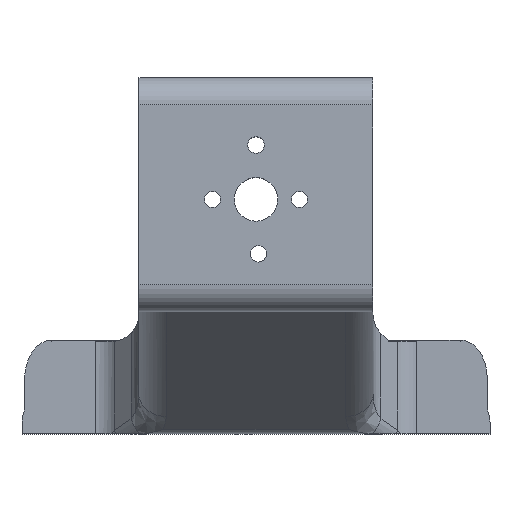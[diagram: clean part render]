
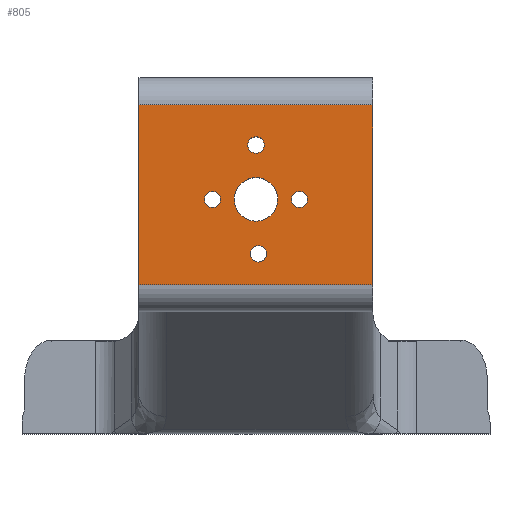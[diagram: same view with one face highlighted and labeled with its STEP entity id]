
A CAD part, top view. The second image highlights one B-rep face of the part: STEP entity #805.
In plain terms, the highlighted planar face has unit normal (0, 0, 1).
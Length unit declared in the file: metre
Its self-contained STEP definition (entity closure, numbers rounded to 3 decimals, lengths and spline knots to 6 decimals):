
#9 = CARTESIAN_POINT ( 'NONE',  ( 0.004, 0., 0. ) ) ;
#82 = ORIENTED_EDGE ( 'NONE', *, *, #2833, .F. ) ;
#96 = DIRECTION ( 'NONE',  ( 1., 0., 0. ) ) ;
#118 = AXIS2_PLACEMENT_3D ( 'NONE', #1174, #1430, #2754 ) ;
#177 = DIRECTION ( 'NONE',  ( 1., 0., 0. ) ) ;
#201 = EDGE_CURVE ( 'NONE', #1222, #2589, #1487, .T. ) ;
#202 = DIRECTION ( 'NONE',  ( 1., 0., 0. ) ) ;
#249 = CIRCLE ( 'NONE', #414, 0.0015 ) ;
#284 = CARTESIAN_POINT ( 'NONE',  ( 0., 0., 0. ) ) ;
#290 = VERTEX_POINT ( 'NONE', #2179 ) ;
#313 = DIRECTION ( 'NONE',  ( 0., 0., 1. ) ) ;
#321 = ORIENTED_EDGE ( 'NONE', *, *, #588, .T. ) ;
#356 = DIRECTION ( 'NONE',  ( 1., 0., 0. ) ) ;
#414 = AXIS2_PLACEMENT_3D ( 'NONE', #1755, #439, #202 ) ;
#415 = EDGE_CURVE ( 'NONE', #3113, #1090, #2368, .T. ) ;
#421 = DIRECTION ( 'NONE',  ( 0., 1., 0. ) ) ;
#432 = DIRECTION ( 'NONE',  ( 0., 0., 1. ) ) ;
#438 = CARTESIAN_POINT ( 'NONE',  ( 0.0215, 0.022367, 0. ) ) ;
#439 = DIRECTION ( 'NONE',  ( 0., 0., 1. ) ) ;
#440 = ORIENTED_EDGE ( 'NONE', *, *, #1040, .F. ) ;
#467 = DIRECTION ( 'NONE',  ( 0., 0., 1. ) ) ;
#491 = FACE_OUTER_BOUND ( 'NONE', #1114, .T. ) ;
#532 = AXIS2_PLACEMENT_3D ( 'NONE', #2295, #467, #765 ) ;
#538 = CARTESIAN_POINT ( 'NONE',  ( 0., 0.01, 0. ) ) ;
#564 = EDGE_CURVE ( 'NONE', #2168, #1108, #980, .T. ) ;
#584 = CIRCLE ( 'NONE', #2866, 0.0015 ) ;
#588 = EDGE_CURVE ( 'NONE', #842, #1734, #2718, .T. ) ;
#593 = CARTESIAN_POINT ( 'NONE',  ( -0.0015, 0.01, 0. ) ) ;
#607 = DIRECTION ( 'NONE',  ( 1., 0., 0. ) ) ;
#618 = EDGE_LOOP ( 'NONE', ( #3160, #3298 ) ) ;
#626 = AXIS2_PLACEMENT_3D ( 'NONE', #799, #1055, #607 ) ;
#697 = CARTESIAN_POINT ( 'NONE',  ( -0.001056, -0.01, 0. ) ) ;
#699 = CARTESIAN_POINT ( 'NONE',  ( -0.0215, -0.015633, 0. ) ) ;
#713 = VECTOR ( 'NONE', #421, 1. ) ;
#717 = VECTOR ( 'NONE', #1951, 1. ) ;
#765 = DIRECTION ( 'NONE',  ( 1., 0., 0. ) ) ;
#799 = CARTESIAN_POINT ( 'NONE',  ( -0.008, 0., 0. ) ) ;
#805 = ADVANCED_FACE ( 'NONE', ( #1567, #2116, #1026, #1857, #2596, #491 ), #1285, .F. ) ;
#810 = AXIS2_PLACEMENT_3D ( 'NONE', #2187, #1136, #863 ) ;
#820 = DIRECTION ( 'NONE',  ( 1., 0., 0. ) ) ;
#821 = VECTOR ( 'NONE', #96, 1. ) ;
#842 = VERTEX_POINT ( 'NONE', #1837 ) ;
#857 = LINE ( 'NONE', #1381, #821 ) ;
#863 = DIRECTION ( 'NONE',  ( 1., 0., 0. ) ) ;
#887 = EDGE_CURVE ( 'NONE', #1196, #2644, #2564, .T. ) ;
#936 = CIRCLE ( 'NONE', #2531, 0.0015 ) ;
#980 = CIRCLE ( 'NONE', #118, 0.0015 ) ;
#999 = CARTESIAN_POINT ( 'NONE',  ( 0., 0.01, 0. ) ) ;
#1010 = VERTEX_POINT ( 'NONE', #2795 ) ;
#1026 = FACE_BOUND ( 'NONE', #2561, .T. ) ;
#1040 = EDGE_CURVE ( 'NONE', #1108, #2168, #249, .T. ) ;
#1055 = DIRECTION ( 'NONE',  ( 0., 0., 1. ) ) ;
#1090 = VERTEX_POINT ( 'NONE', #1493 ) ;
#1108 = VERTEX_POINT ( 'NONE', #1507 ) ;
#1114 = EDGE_LOOP ( 'NONE', ( #82, #321, #3136, #1882 ) ) ;
#1123 = EDGE_CURVE ( 'NONE', #2644, #1196, #2762, .T. ) ;
#1136 = DIRECTION ( 'NONE',  ( 0., 0., 1. ) ) ;
#1174 = CARTESIAN_POINT ( 'NONE',  ( 0.008, 0., 0. ) ) ;
#1182 = ORIENTED_EDGE ( 'NONE', *, *, #2115, .F. ) ;
#1195 = AXIS2_PLACEMENT_3D ( 'NONE', #2615, #2097, #1266 ) ;
#1196 = VERTEX_POINT ( 'NONE', #2182 ) ;
#1204 = CARTESIAN_POINT ( 'NONE',  ( -0.0065, 0., 0. ) ) ;
#1209 = CARTESIAN_POINT ( 'NONE',  ( 0.000444, -0.01, 0. ) ) ;
#1222 = VERTEX_POINT ( 'NONE', #1893 ) ;
#1249 = AXIS2_PLACEMENT_3D ( 'NONE', #999, #432, #177 ) ;
#1266 = DIRECTION ( 'NONE',  ( -1., 0., 0. ) ) ;
#1281 = DIRECTION ( 'NONE',  ( 1., 0., 0. ) ) ;
#1285 = PLANE ( 'NONE',  #1195 ) ;
#1353 = ORIENTED_EDGE ( 'NONE', *, *, #887, .F. ) ;
#1381 = CARTESIAN_POINT ( 'NONE',  ( 0., -0.015633, 0. ) ) ;
#1425 = LINE ( 'NONE', #438, #3071 ) ;
#1430 = DIRECTION ( 'NONE',  ( 0., 0., 1. ) ) ;
#1487 = CIRCLE ( 'NONE', #626, 0.0015 ) ;
#1493 = CARTESIAN_POINT ( 'NONE',  ( 0.0015, 0.01, 0. ) ) ;
#1507 = CARTESIAN_POINT ( 'NONE',  ( 0.0065, 0., 0. ) ) ;
#1559 = EDGE_CURVE ( 'NONE', #1090, #3113, #2886, .T. ) ;
#1567 = FACE_BOUND ( 'NONE', #618, .T. ) ;
#1590 = CARTESIAN_POINT ( 'NONE',  ( -0.008, 0., 0. ) ) ;
#1627 = EDGE_CURVE ( 'NONE', #2831, #1734, #2495, .T. ) ;
#1689 = VERTEX_POINT ( 'NONE', #697 ) ;
#1734 = VERTEX_POINT ( 'NONE', #2998 ) ;
#1755 = CARTESIAN_POINT ( 'NONE',  ( 0.008, 0., 0. ) ) ;
#1837 = CARTESIAN_POINT ( 'NONE',  ( 0.0215, 0.017367, 0. ) ) ;
#1857 = FACE_BOUND ( 'NONE', #3257, .T. ) ;
#1872 = EDGE_CURVE ( 'NONE', #2589, #1222, #584, .T. ) ;
#1875 = ORIENTED_EDGE ( 'NONE', *, *, #415, .F. ) ;
#1882 = ORIENTED_EDGE ( 'NONE', *, *, #3140, .T. ) ;
#1893 = CARTESIAN_POINT ( 'NONE',  ( -0.0095, 0., 0. ) ) ;
#1913 = ORIENTED_EDGE ( 'NONE', *, *, #3281, .F. ) ;
#1916 = AXIS2_PLACEMENT_3D ( 'NONE', #538, #3161, #356 ) ;
#1927 = ORIENTED_EDGE ( 'NONE', *, *, #564, .F. ) ;
#1951 = DIRECTION ( 'NONE',  ( -1., 0., 0. ) ) ;
#2038 = ORIENTED_EDGE ( 'NONE', *, *, #1559, .F. ) ;
#2094 = EDGE_LOOP ( 'NONE', ( #2244, #1353 ) ) ;
#2097 = DIRECTION ( 'NONE',  ( 0., 0., -1. ) ) ;
#2115 = EDGE_CURVE ( 'NONE', #1689, #290, #936, .T. ) ;
#2116 = FACE_BOUND ( 'NONE', #2389, .T. ) ;
#2161 = AXIS2_PLACEMENT_3D ( 'NONE', #284, #2873, #1281 ) ;
#2168 = VERTEX_POINT ( 'NONE', #2815 ) ;
#2179 = CARTESIAN_POINT ( 'NONE',  ( 0.001944, -0.01, 0. ) ) ;
#2182 = CARTESIAN_POINT ( 'NONE',  ( -0.004, 0., 0. ) ) ;
#2187 = CARTESIAN_POINT ( 'NONE',  ( 0., 0., 0. ) ) ;
#2205 = CARTESIAN_POINT ( 'NONE',  ( 0., 0.017367, 0. ) ) ;
#2244 = ORIENTED_EDGE ( 'NONE', *, *, #1123, .F. ) ;
#2278 = DIRECTION ( 'NONE',  ( 0., 0., 1. ) ) ;
#2295 = CARTESIAN_POINT ( 'NONE',  ( 0.000444, -0.01, 0. ) ) ;
#2368 = CIRCLE ( 'NONE', #1249, 0.0015 ) ;
#2389 = EDGE_LOOP ( 'NONE', ( #2038, #1875 ) ) ;
#2495 = LINE ( 'NONE', #2511, #713 ) ;
#2511 = CARTESIAN_POINT ( 'NONE',  ( -0.0215, -0.020633, 0. ) ) ;
#2531 = AXIS2_PLACEMENT_3D ( 'NONE', #1209, #2278, #2774 ) ;
#2561 = EDGE_LOOP ( 'NONE', ( #1927, #440 ) ) ;
#2564 = CIRCLE ( 'NONE', #810, 0.004 ) ;
#2589 = VERTEX_POINT ( 'NONE', #1204 ) ;
#2596 = FACE_BOUND ( 'NONE', #2094, .T. ) ;
#2615 = CARTESIAN_POINT ( 'NONE',  ( 0., 0., 0. ) ) ;
#2644 = VERTEX_POINT ( 'NONE', #9 ) ;
#2718 = LINE ( 'NONE', #2205, #717 ) ;
#2754 = DIRECTION ( 'NONE',  ( 1., 0., 0. ) ) ;
#2762 = CIRCLE ( 'NONE', #2161, 0.004 ) ;
#2774 = DIRECTION ( 'NONE',  ( 1., 0., 0. ) ) ;
#2777 = CIRCLE ( 'NONE', #532, 0.0015 ) ;
#2782 = DIRECTION ( 'NONE',  ( 0., -1., 0. ) ) ;
#2795 = CARTESIAN_POINT ( 'NONE',  ( 0.0215, -0.015633, 0. ) ) ;
#2815 = CARTESIAN_POINT ( 'NONE',  ( 0.0095, 0., 0. ) ) ;
#2831 = VERTEX_POINT ( 'NONE', #699 ) ;
#2833 = EDGE_CURVE ( 'NONE', #842, #1010, #1425, .T. ) ;
#2866 = AXIS2_PLACEMENT_3D ( 'NONE', #1590, #313, #820 ) ;
#2873 = DIRECTION ( 'NONE',  ( 0., 0., 1. ) ) ;
#2886 = CIRCLE ( 'NONE', #1916, 0.0015 ) ;
#2998 = CARTESIAN_POINT ( 'NONE',  ( -0.0215, 0.017367, 0. ) ) ;
#3071 = VECTOR ( 'NONE', #2782, 1. ) ;
#3113 = VERTEX_POINT ( 'NONE', #593 ) ;
#3136 = ORIENTED_EDGE ( 'NONE', *, *, #1627, .F. ) ;
#3140 = EDGE_CURVE ( 'NONE', #2831, #1010, #857, .T. ) ;
#3160 = ORIENTED_EDGE ( 'NONE', *, *, #1872, .F. ) ;
#3161 = DIRECTION ( 'NONE',  ( 0., 0., 1. ) ) ;
#3257 = EDGE_LOOP ( 'NONE', ( #1913, #1182 ) ) ;
#3281 = EDGE_CURVE ( 'NONE', #290, #1689, #2777, .T. ) ;
#3298 = ORIENTED_EDGE ( 'NONE', *, *, #201, .F. ) ;
